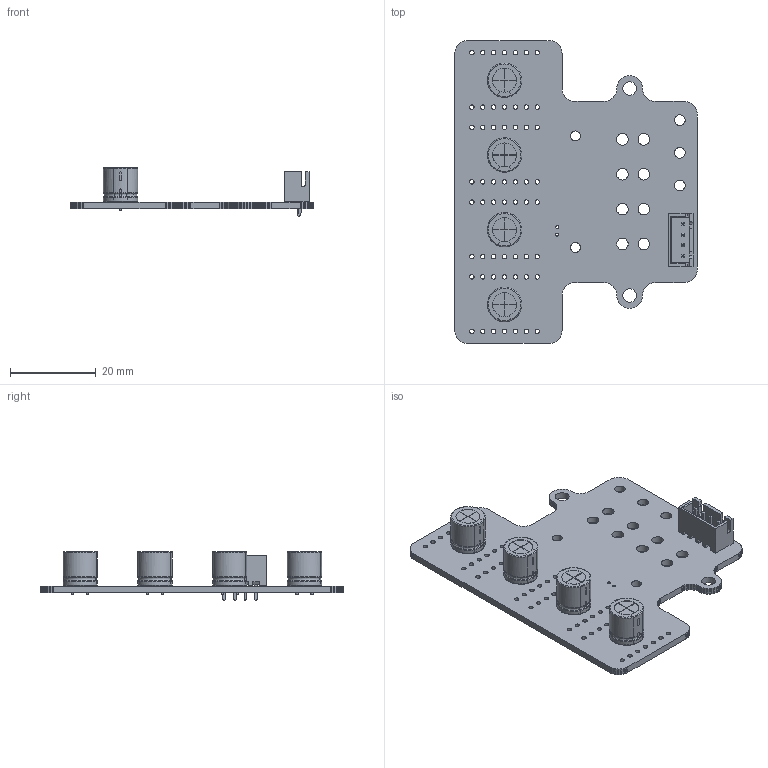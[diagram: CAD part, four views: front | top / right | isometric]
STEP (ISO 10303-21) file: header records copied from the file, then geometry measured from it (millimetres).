
FILE_DESCRIPTION(('KiCad electronic assembly'),'2;1');
FILE_NAME('MD-unit.step','2024-04-21T17:05:15',('Pcbnew'),('Kicad'), 'Open CASCADE STEP processor 7.6','KiCad to STEP converter','Unknown' );
FILE_SCHEMA(('AUTOMOTIVE_DESIGN { 1 0 10303 214 1 1 1 1 }'));
Length unit declared in the file: millimetre
Products named in the file (6): MD-unit 1; JST_XH_B4B-XH-A_1x04_P2.50mm_Vertical; SOLID; CP_Radial_D8.0mm_P3.50mm; MD-unit PCB
Assembly tree (8 placements, depth 3):
  MD-unit 1
    JST_XH_B4B-XH-A_1x04_P2.50mm_Vertical
      SOLID
    CP_Radial_D8.0mm_P3.50mm  x4
      SOLID
    MD-unit PCB
Bounding box: 56.52 x 70.57 x 11.4 mm (x, y, z)
Volume: 6641.9 mm3; surface area: 9096.5 mm2
Topology: 6 solids, 10 shells, 679 faces, 1847 edges, 1208 vertices
Faces by surface type: plane 466, cylinder 149, bspline 32, revolution 24, torus 8
Full cylindrical faces by diameter (mm): 0.5 x8, 0.7 x2, 0.8 x8, 0.95 x4, 1.02 x56, 2.3 x2, 2.5 x3, 2.7 x8, 3.2 x2
Entity records: 39444 total; most frequent: CARTESIAN_POINT 8724, DIRECTION 5363, LINE 3851, VECTOR 3851, ORIENTED_EDGE 2914, PCURVE 2914, DEFINITIONAL_REPRESENTATION 2914, EDGE_CURVE 1457
